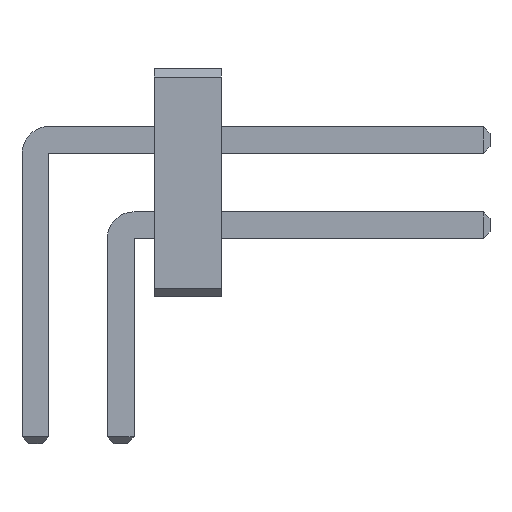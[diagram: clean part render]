
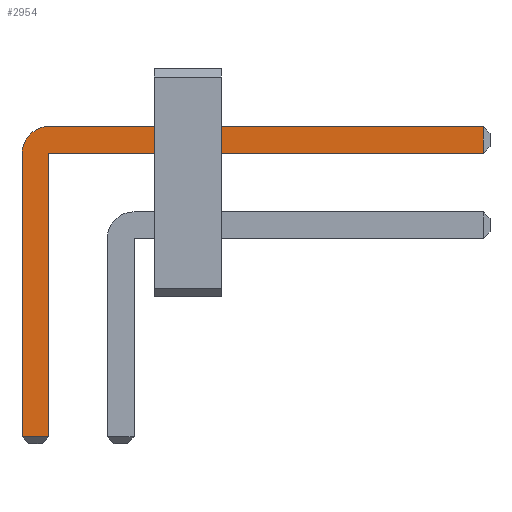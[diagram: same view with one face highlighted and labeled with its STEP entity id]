
A CAD part, front view. The second image highlights one B-rep face of the part: STEP entity #2954.
In plain terms, the highlighted planar face has unit normal (0, -1, 0).
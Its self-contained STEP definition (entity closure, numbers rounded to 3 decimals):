
#13=DIRECTION('',(0.,0.,1.));
#1297=VECTOR('',#13,1.);
#2756=VECTOR('',#2757,1.);
#2757=DIRECTION('',(1.,0.,0.));
#2763=VECTOR('',#2764,1.);
#2764=DIRECTION('',(0.,0.,-1.));
#2771=VECTOR('',#2772,1.);
#2772=DIRECTION('',(-1.,0.,0.));
#2793=DIRECTION('',(-0.,1.,0.));
#2797=DIRECTION('',(0.,1.,0.));
#2798=DIRECTION('',(0.,0.,1.));
#2805=VERTEX_POINT('',#2806);
#2806=CARTESIAN_POINT('',(0.2,-26.87,2.535));
#2808=ORIENTED_EDGE('',*,*,#2809,.T.);
#2809=EDGE_CURVE('',#2805,#2810,#2812,.T.);
#2810=VERTEX_POINT('',#2811);
#2811=CARTESIAN_POINT('',(6.67,-26.87,2.535));
#2812=LINE('',#2813,#2756);
#2813=CARTESIAN_POINT('',(-0.2,-26.87,2.535));
#2850=EDGE_CURVE('',#2851,#2805,#2853,.T.);
#2851=VERTEX_POINT('',#2852);
#2852=CARTESIAN_POINT('',(-0.2,-26.87,2.135));
#2853=CIRCLE('',#2854,0.4);
#2854=AXIS2_PLACEMENT_3D('',#2855,#2793,#2764);
#2855=CARTESIAN_POINT('',(0.2,-26.87,2.135));
#2867=VERTEX_POINT('',#2868);
#2868=CARTESIAN_POINT('',(6.67,-26.87,2.135));
#2870=ORIENTED_EDGE('',*,*,#2871,.T.);
#2871=EDGE_CURVE('',#2867,#2872,#2873,.T.);
#2872=VERTEX_POINT('',#2855);
#2873=LINE('',#2874,#2771);
#2874=CARTESIAN_POINT('',(6.77,-26.87,2.135));
#2886=VERTEX_POINT('',#2887);
#2887=CARTESIAN_POINT('',(-0.2,-26.87,-2.085));
#2889=ORIENTED_EDGE('',*,*,#2890,.T.);
#2890=EDGE_CURVE('',#2886,#2851,#2891,.T.);
#2891=LINE('',#2892,#1297);
#2892=CARTESIAN_POINT('',(-0.2,-26.87,-2.185));
#2900=ORIENTED_EDGE('',*,*,#2901,.T.);
#2901=EDGE_CURVE('',#2872,#2902,#2904,.T.);
#2902=VERTEX_POINT('',#2903);
#2903=CARTESIAN_POINT('',(0.2,-26.87,-2.085));
#2904=LINE('',#2855,#2763);
#2954=ADVANCED_FACE('',(#2955),#2964,.F.);
#2955=FACE_BOUND('',#2956,.F.);
#2956=EDGE_LOOP('',(#2808,#2957,#2870,#2900,#2960,#2889,#2963));
#2957=ORIENTED_EDGE('',*,*,#2958,.T.);
#2958=EDGE_CURVE('',#2810,#2867,#2959,.T.);
#2959=LINE('',#2811,#2763);
#2960=ORIENTED_EDGE('',*,*,#2961,.T.);
#2961=EDGE_CURVE('',#2902,#2886,#2962,.T.);
#2962=LINE('',#2903,#2771);
#2963=ORIENTED_EDGE('',*,*,#2850,.T.);
#2964=PLANE('',#2965);
#2965=AXIS2_PLACEMENT_3D('',#2966,#2797,#2798);
#2966=CARTESIAN_POINT('',(2.071,-26.87,1.389));
